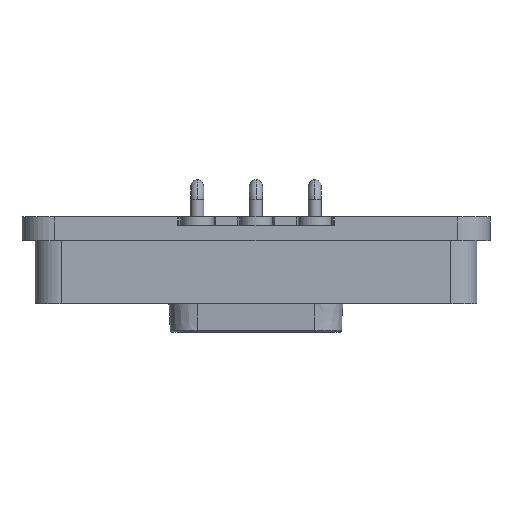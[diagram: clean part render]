
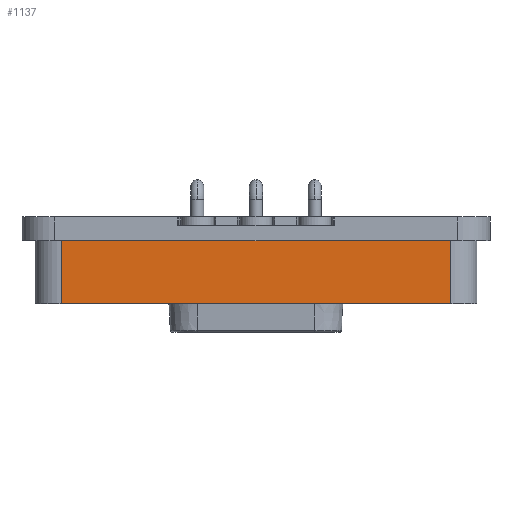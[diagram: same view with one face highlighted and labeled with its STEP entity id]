
A CAD part, left-side view. The second image highlights one B-rep face of the part: STEP entity #1137.
In plain terms, the highlighted planar face has unit normal (-1, 0, 0).
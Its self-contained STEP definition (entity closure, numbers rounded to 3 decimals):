
#94 = VECTOR ( 'NONE', #7147, 1000. ) ;
#271 = EDGE_CURVE ( 'NONE', #685, #2806, #6728, .T. ) ;
#404 = CARTESIAN_POINT ( 'NONE',  ( -1.75, 8.95, 14.802 ) ) ;
#627 = ORIENTED_EDGE ( 'NONE', *, *, #707, .F. ) ;
#685 = VERTEX_POINT ( 'NONE', #897 ) ;
#707 = EDGE_CURVE ( 'NONE', #2806, #4587, #2163, .T. ) ;
#735 = VECTOR ( 'NONE', #3618, 1000. ) ;
#897 = CARTESIAN_POINT ( 'NONE',  ( -1.75, -8.95, 14.802 ) ) ;
#1110 = VECTOR ( 'NONE', #6435, 1000. ) ;
#1116 = EDGE_CURVE ( 'NONE', #4587, #4772, #1462, .T. ) ;
#1137 = ADVANCED_FACE ( 'NONE', ( #7735 ), #2140, .T. ) ;
#1142 = CARTESIAN_POINT ( 'NONE',  ( -1.75, -8.95, 14.802 ) ) ;
#1462 = LINE ( 'NONE', #3945, #1110 ) ;
#1528 = DIRECTION ( 'NONE',  ( 0., 0., 1. ) ) ;
#1808 = CARTESIAN_POINT ( 'NONE',  ( -1.75, 8.95, 14.802 ) ) ;
#2140 = PLANE ( 'NONE',  #6710 ) ;
#2163 = LINE ( 'NONE', #4653, #94 ) ;
#2806 = VERTEX_POINT ( 'NONE', #4790 ) ;
#3618 = DIRECTION ( 'NONE',  ( 0., 0., -1. ) ) ;
#3715 = VECTOR ( 'NONE', #4299, 1000. ) ;
#3945 = CARTESIAN_POINT ( 'NONE',  ( -1.75, 8.95, 11.902 ) ) ;
#4299 = DIRECTION ( 'NONE',  ( 0., -1., 0. ) ) ;
#4587 = VERTEX_POINT ( 'NONE', #7433 ) ;
#4628 = CARTESIAN_POINT ( 'NONE',  ( -1.75, -10.15, 15.902 ) ) ;
#4653 = CARTESIAN_POINT ( 'NONE',  ( -1.75, -8.95, 11.902 ) ) ;
#4772 = VERTEX_POINT ( 'NONE', #404 ) ;
#4790 = CARTESIAN_POINT ( 'NONE',  ( -1.75, -8.95, 11.902 ) ) ;
#5218 = EDGE_CURVE ( 'NONE', #4772, #685, #7408, .T. ) ;
#5407 = ORIENTED_EDGE ( 'NONE', *, *, #1116, .F. ) ;
#6435 = DIRECTION ( 'NONE',  ( 0., 0., 1. ) ) ;
#6455 = ORIENTED_EDGE ( 'NONE', *, *, #5218, .F. ) ;
#6710 = AXIS2_PLACEMENT_3D ( 'NONE', #4628, #7126, #1528 ) ;
#6728 = LINE ( 'NONE', #1142, #735 ) ;
#6959 = EDGE_LOOP ( 'NONE', ( #6455, #5407, #627, #6968 ) ) ;
#6968 = ORIENTED_EDGE ( 'NONE', *, *, #271, .F. ) ;
#7126 = DIRECTION ( 'NONE',  ( -1., 0., 0. ) ) ;
#7147 = DIRECTION ( 'NONE',  ( 0., 1., 0. ) ) ;
#7408 = LINE ( 'NONE', #1808, #3715 ) ;
#7433 = CARTESIAN_POINT ( 'NONE',  ( -1.75, 8.95, 11.902 ) ) ;
#7735 = FACE_OUTER_BOUND ( 'NONE', #6959, .T. ) ;
